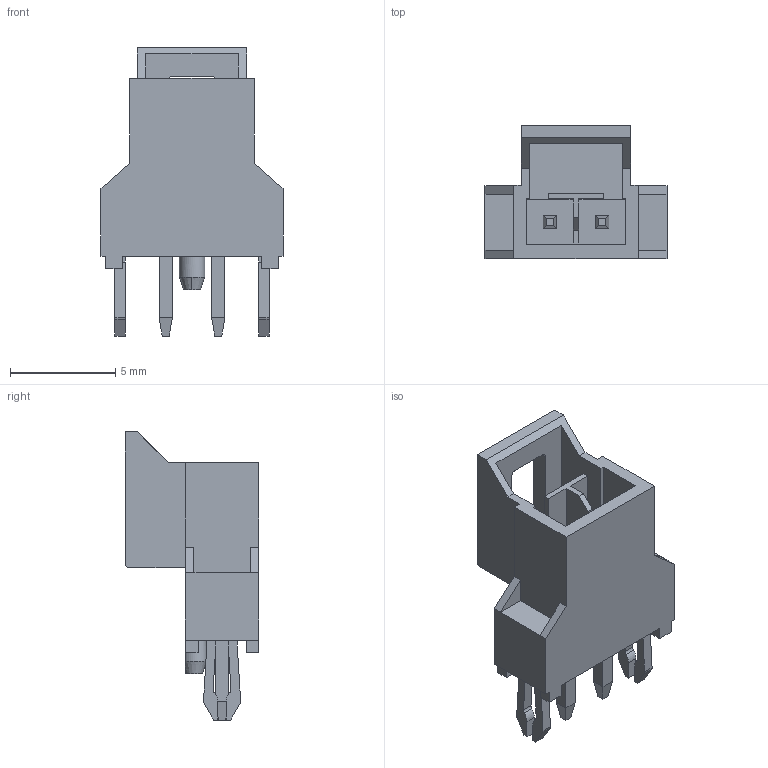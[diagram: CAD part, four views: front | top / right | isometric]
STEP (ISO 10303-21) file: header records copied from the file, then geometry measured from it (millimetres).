
FILE_DESCRIPTION((''),'2;1');
FILE_NAME('1053111202','2019-04-26T',('gga'),(''),'PRO/ENGINEER BY PARAMETRIC TECHNOLOGY CORPORATION, 2016010','PRO/ENGINEER BY PARAMETRIC TECHNOLOGY CORPORATION, 2016010','');
FILE_SCHEMA(('CONFIG_CONTROL_DESIGN'));
Length unit declared in the file: millimetre
Products named in the file (1): 1053111202
Bounding box: 8.66 x 6.34 x 13.71 mm (x, y, z)
Volume: 181.2 mm3; surface area: 539.2 mm2
Topology: 1 solids, 1 shells, 164 faces, 455 edges, 299 vertices
Faces by surface type: plane 137, cylinder 25, cone 2
Entity records: 5221 total; most frequent: CARTESIAN_POINT 930, ORIENTED_EDGE 890, DIRECTION 846, EDGE_CURVE 445, VECTOR 390, LINE 390, VERTEX_POINT 289, AXIS2_PLACEMENT_3D 228
